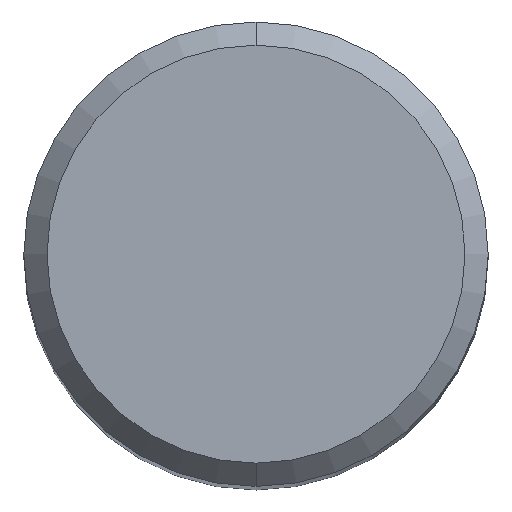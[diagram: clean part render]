
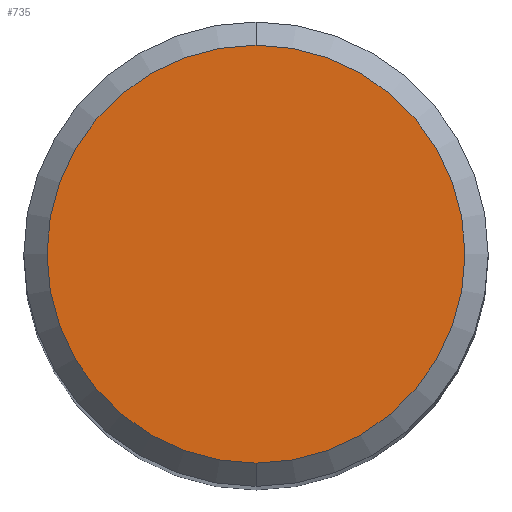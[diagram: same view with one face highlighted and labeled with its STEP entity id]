
A CAD part, top view. The second image highlights one B-rep face of the part: STEP entity #735.
In plain terms, the highlighted planar face has unit normal (0, 0, 1).
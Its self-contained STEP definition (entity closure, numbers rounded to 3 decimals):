
#409=EDGE_CURVE('',#791,#639,#1051,.T.);
#513=EDGE_CURVE('',#639,#791,#1166,.T.);
#639=VERTEX_POINT('',#1302);
#735=ADVANCED_FACE('',(#1409),#1410,.T.);
#791=VERTEX_POINT('',#1471);
#1051=CIRCLE('',#4374,4.5);
#1166=CIRCLE('',#4896,4.5);
#1302=CARTESIAN_POINT('',(0.0,4.5,0.0));
#1409=FACE_OUTER_BOUND('',#6757,.T.);
#1410=PLANE('',#6758);
#1471=CARTESIAN_POINT('',(0.,-4.5,0.0));
#4374=AXIS2_PLACEMENT_3D('',#9648,#9649,#9650);
#4896=AXIS2_PLACEMENT_3D('',#9783,#9784,#9785);
#6757=EDGE_LOOP('',(#10068,#10069));
#6758=AXIS2_PLACEMENT_3D('',#10070,#10071,#10072);
#9648=CARTESIAN_POINT('',(0.0,0.0,0.0));
#9649=DIRECTION('',(0.0,0.0,-1.0));
#9650=DIRECTION('',(0.0,1.0,0.0));
#9783=CARTESIAN_POINT('',(0.0,0.0,0.0));
#9784=DIRECTION('',(0.0,0.0,-1.0));
#9785=DIRECTION('',(0.0,1.0,0.0));
#10068=ORIENTED_EDGE('',*,*,#513,.F.);
#10069=ORIENTED_EDGE('',*,*,#409,.F.);
#10070=CARTESIAN_POINT('',(0.0,2.25,0.0));
#10071=DIRECTION('',(-0.0,0.0,1.0));
#10072=DIRECTION('',(0.0,-1.0,0.0));
